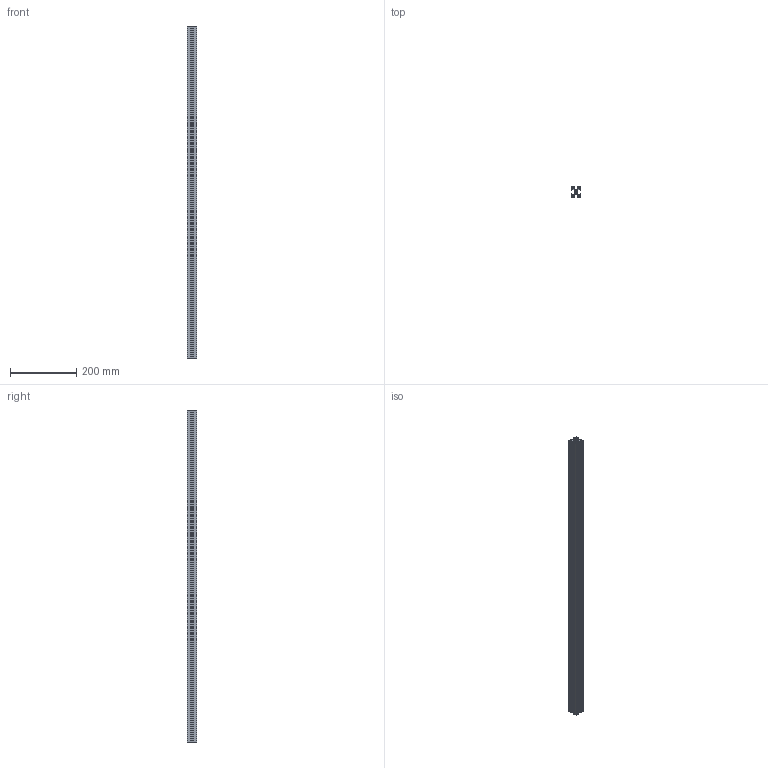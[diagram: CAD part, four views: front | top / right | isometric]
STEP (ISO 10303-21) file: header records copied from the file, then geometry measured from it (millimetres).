
FILE_DESCRIPTION((''),'2;1');
FILE_NAME('10003_PROFIL_30X30','2022-09-16T13:26:51',('PredragRovcanin'),('Audax d.o.o.'),'CREO PARAMETRIC BY PTC INC, 2020281','CREO PARAMETRIC BY PTC INC, 2020281','');
FILE_SCHEMA(('AUTOMOTIVE_DESIGN { 1 0 10303 214 1 1 1 1 }'));
Length unit declared in the file: millimetre
Products named in the file (1): 10003_PROFIL_30X30
Bounding box: 30 x 30 x 1000 mm (x, y, z)
Volume: 298578.3 mm3; surface area: 345420.5 mm2
Topology: 1 solids, 1 shells, 106 faces, 315 edges, 214 vertices
Faces by surface type: plane 98, cylinder 8
Entity records: 4965 total; most frequent: CARTESIAN_POINT 632, ORIENTED_EDGE 624, DIRECTION 545, COLOUR_RGB 321, PRESENTATION_STYLE_ASSIGNMENT 317, STYLED_ITEM 317, CURVE_STYLE 316, EDGE_CURVE 312
